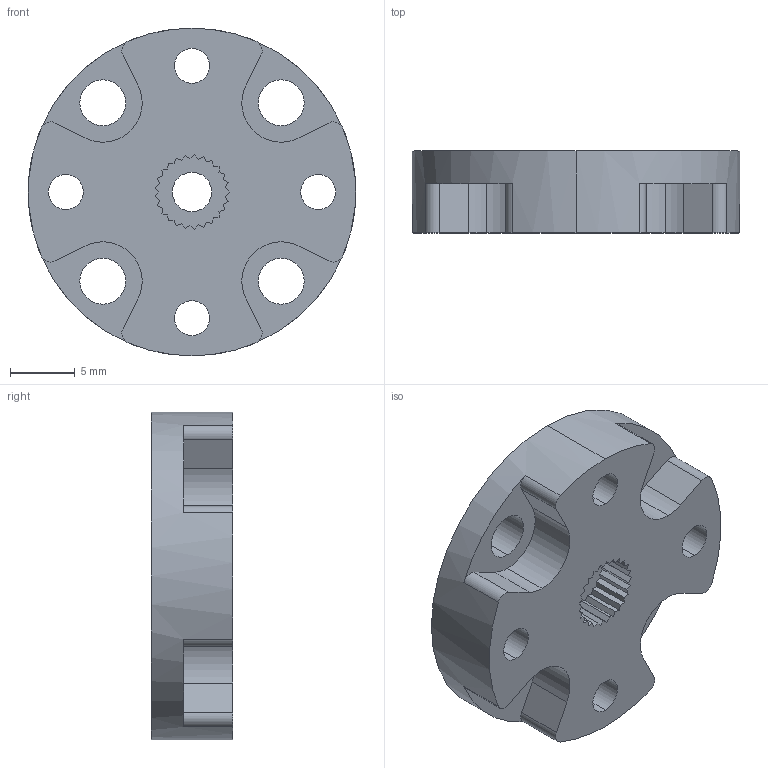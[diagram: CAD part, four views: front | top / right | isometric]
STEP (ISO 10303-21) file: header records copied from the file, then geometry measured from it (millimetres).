
FILE_DESCRIPTION (( 'STEP AP203' ), '1' );
FILE_NAME ('525132.STEP', '2014-07-10T16:13:30', ( 'Kyle' ), ( 'Microsoft' ), 'SwSTEP 2.0', 'SolidWorks 2014', '' );
FILE_SCHEMA (( 'CONFIG_CONTROL_DESIGN' ));
Length unit declared in the file: inch
Products named in the file (1): 525132
Bounding box: 25.39 x 6.35 x 25.39 mm (x, y, z)
Volume: 2097.5 mm3; surface area: 1958.1 mm2
Topology: 1 solids, 1 shells, 104 faces, 300 edges, 200 vertices
Faces by surface type: plane 66, cylinder 38
Entity records: 3543 total; most frequent: CARTESIAN_POINT 605, ORIENTED_EDGE 600, DIRECTION 594, EDGE_CURVE 300, VECTOR 216, LINE 216, VERTEX_POINT 200, AXIS2_PLACEMENT_3D 189
